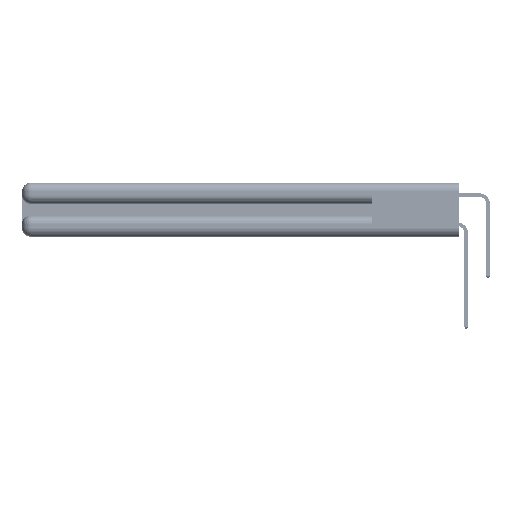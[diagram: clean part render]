
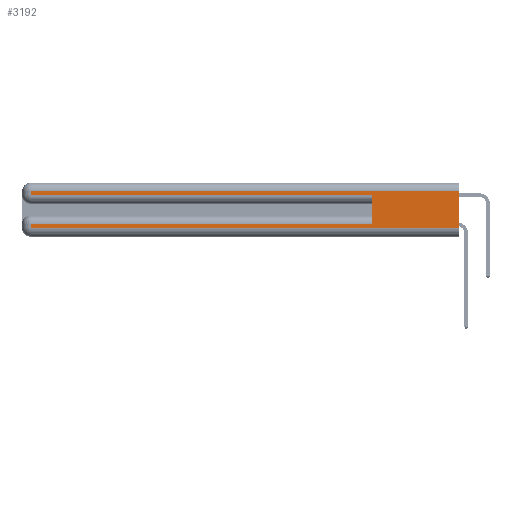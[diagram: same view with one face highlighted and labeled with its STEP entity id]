
A CAD part, left-side view. The second image highlights one B-rep face of the part: STEP entity #3192.
In plain terms, the highlighted planar face has unit normal (-1, 0, 0).
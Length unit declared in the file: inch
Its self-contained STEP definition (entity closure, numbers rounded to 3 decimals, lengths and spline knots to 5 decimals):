
#2311 = CARTESIAN_POINT ( 'NONE',  ( 0., 2.94, 0.06 ) ) ;
#3001 = EDGE_CURVE ( 'NONE', #57557, #9891, #51283, .T. ) ;
#3171 = CARTESIAN_POINT ( 'NONE',  ( 0., 0.6, 0.285 ) ) ;
#3192 = ADVANCED_FACE ( 'NONE', ( #39746 ), #10222, .F. ) ;
#4919 = CARTESIAN_POINT ( 'NONE',  ( 0., 0., 0.285 ) ) ;
#6076 = DIRECTION ( 'NONE',  ( 0., 1., 0. ) ) ;
#7207 = VERTEX_POINT ( 'NONE', #54792 ) ;
#7939 = CARTESIAN_POINT ( 'NONE',  ( 0., 2.94, 0.085 ) ) ;
#8251 = VECTOR ( 'NONE', #45738, 39.37008 ) ;
#8746 = CARTESIAN_POINT ( 'NONE',  ( 0., 0., 0.37 ) ) ;
#9891 = VERTEX_POINT ( 'NONE', #7939 ) ;
#10208 = EDGE_CURVE ( 'NONE', #9891, #32020, #40637, .T. ) ;
#10222 = PLANE ( 'NONE',  #47124 ) ;
#10591 = DIRECTION ( 'NONE',  ( 0., -1., 0. ) ) ;
#10703 = ORIENTED_EDGE ( 'NONE', *, *, #19246, .T. ) ;
#10827 = CARTESIAN_POINT ( 'NONE',  ( 0., 2.94, 0.285 ) ) ;
#11008 = DIRECTION ( 'NONE',  ( 0., 0., -1. ) ) ;
#12603 = LINE ( 'NONE', #56901, #48421 ) ;
#13390 = VECTOR ( 'NONE', #20394, 39.37008 ) ;
#13790 = ORIENTED_EDGE ( 'NONE', *, *, #58073, .T. ) ;
#14461 = DIRECTION ( 'NONE',  ( 0., -1., 0. ) ) ;
#14902 = ORIENTED_EDGE ( 'NONE', *, *, #10208, .T. ) ;
#17139 = ORIENTED_EDGE ( 'NONE', *, *, #55672, .T. ) ;
#17806 = LINE ( 'NONE', #4919, #24985 ) ;
#18048 = DIRECTION ( 'NONE',  ( 0., 1., 0. ) ) ;
#18989 = EDGE_LOOP ( 'NONE', ( #39107, #13790, #10703, #19224, #30106, #35886, #14902, #17139 ) ) ;
#19224 = ORIENTED_EDGE ( 'NONE', *, *, #41240, .T. ) ;
#19246 = EDGE_CURVE ( 'NONE', #46548, #40504, #22672, .T. ) ;
#20225 = CARTESIAN_POINT ( 'NONE',  ( 0., 0., 0.31 ) ) ;
#20371 = LINE ( 'NONE', #8746, #8251 ) ;
#20394 = DIRECTION ( 'NONE',  ( 0., 0., -1. ) ) ;
#22672 = LINE ( 'NONE', #46656, #13390 ) ;
#24304 = VECTOR ( 'NONE', #10591, 39.37008 ) ;
#24985 = VECTOR ( 'NONE', #14461, 39.37008 ) ;
#25728 = VERTEX_POINT ( 'NONE', #46396 ) ;
#26483 = CARTESIAN_POINT ( 'NONE',  ( 0., 0.6, 0.085 ) ) ;
#28331 = VECTOR ( 'NONE', #6076, 39.37008 ) ;
#28633 = DIRECTION ( 'NONE',  ( 1., 0., 0. ) ) ;
#29599 = EDGE_CURVE ( 'NONE', #57557, #30459, #12603, .T. ) ;
#30037 = LINE ( 'NONE', #51676, #24304 ) ;
#30106 = ORIENTED_EDGE ( 'NONE', *, *, #29599, .F. ) ;
#30459 = VERTEX_POINT ( 'NONE', #3171 ) ;
#30536 = EDGE_CURVE ( 'NONE', #7207, #25728, #20371, .T. ) ;
#32020 = VERTEX_POINT ( 'NONE', #2311 ) ;
#35886 = ORIENTED_EDGE ( 'NONE', *, *, #3001, .T. ) ;
#38393 = CARTESIAN_POINT ( 'NONE',  ( 0., 2.94, 0.31 ) ) ;
#39107 = ORIENTED_EDGE ( 'NONE', *, *, #30536, .F. ) ;
#39191 = VECTOR ( 'NONE', #52849, 39.37008 ) ;
#39746 = FACE_OUTER_BOUND ( 'NONE', #18989, .T. ) ;
#40504 = VERTEX_POINT ( 'NONE', #10827 ) ;
#40637 = LINE ( 'NONE', #43025, #39191 ) ;
#41240 = EDGE_CURVE ( 'NONE', #40504, #30459, #17806, .T. ) ;
#43025 = CARTESIAN_POINT ( 'NONE',  ( 0., 2.94, 0.37 ) ) ;
#45738 = DIRECTION ( 'NONE',  ( 0., 0., -1. ) ) ;
#46396 = CARTESIAN_POINT ( 'NONE',  ( 0., 0., 0.06 ) ) ;
#46548 = VERTEX_POINT ( 'NONE', #38393 ) ;
#46656 = CARTESIAN_POINT ( 'NONE',  ( 0., 2.94, 0.37 ) ) ;
#46843 = CARTESIAN_POINT ( 'NONE',  ( 0., 0., 0.37 ) ) ;
#47124 = AXIS2_PLACEMENT_3D ( 'NONE', #46843, #28633, #11008 ) ;
#48421 = VECTOR ( 'NONE', #57101, 39.37008 ) ;
#51283 = LINE ( 'NONE', #58976, #54143 ) ;
#51676 = CARTESIAN_POINT ( 'NONE',  ( 0., 0., 0.06 ) ) ;
#52849 = DIRECTION ( 'NONE',  ( 0., 0., -1. ) ) ;
#54143 = VECTOR ( 'NONE', #18048, 39.37008 ) ;
#54792 = CARTESIAN_POINT ( 'NONE',  ( 0., 0., 0.31 ) ) ;
#55672 = EDGE_CURVE ( 'NONE', #32020, #25728, #30037, .T. ) ;
#56901 = CARTESIAN_POINT ( 'NONE',  ( 0., 0.6, 0.145 ) ) ;
#57101 = DIRECTION ( 'NONE',  ( 0., 0., 1. ) ) ;
#57557 = VERTEX_POINT ( 'NONE', #26483 ) ;
#57714 = LINE ( 'NONE', #20225, #28331 ) ;
#58073 = EDGE_CURVE ( 'NONE', #7207, #46548, #57714, .T. ) ;
#58976 = CARTESIAN_POINT ( 'NONE',  ( 0., 0., 0.085 ) ) ;
